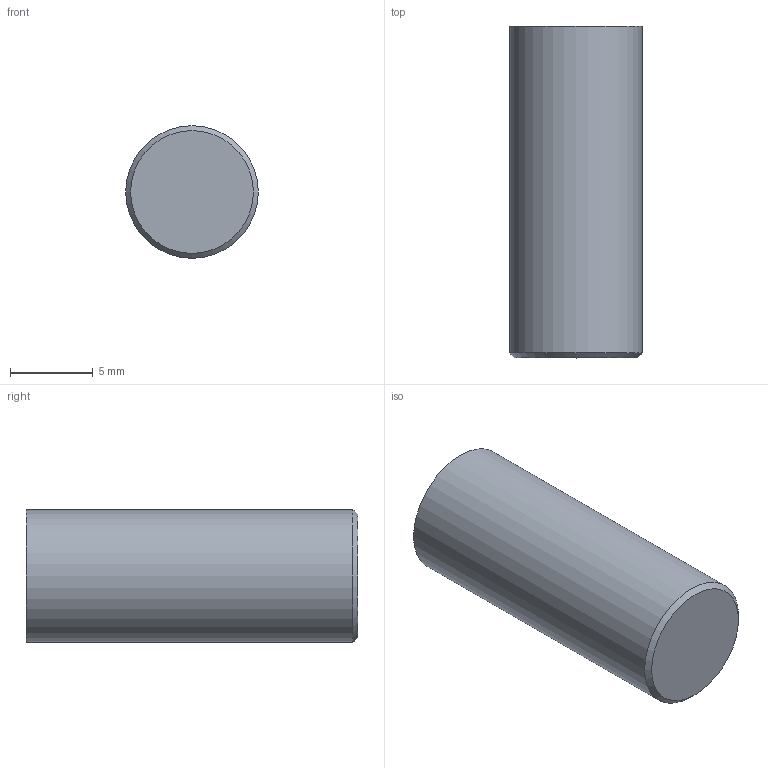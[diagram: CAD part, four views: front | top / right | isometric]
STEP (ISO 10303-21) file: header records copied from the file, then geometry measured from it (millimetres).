
FILE_DESCRIPTION(/* description */ (''),/* implementation_level */ '2;1');
FILE_NAME(/* name */ 'GM17302 -.stp',/* time_stamp */ '2019-09-30T11:13:35+02:00',/* author */ ('PV'),/* organization */ (''),/* preprocessor_version */ 'ST-DEVELOPER v17.2',/* originating_system */ 'Autodesk Inventor 2019',/* authorisation */ '');
FILE_SCHEMA (('AUTOMOTIVE_DESIGN { 1 0 10303 214 3 1 1 }'));
Length unit declared in the file: millimetre
Products named in the file (5): GM17302; E0121779; E0121778; E0121777; E0121780
Assembly tree (5 placements, depth 2):
  GM17302
    E0121779
    E0121778
    E0121777  x2
    E0121780
Bounding box: 8 x 20 x 8 mm (x, y, z)
Volume: 1003.2 mm3; surface area: 1670.4 mm2
Topology: 5 solids, 5 shells, 62 faces, 154 edges, 104 vertices
Faces by surface type: plane 38, bspline 16, cylinder 7, cone 1
Full cylindrical faces by diameter (mm): 6.8 x2, 8 x1
Entity records: 2127 total; most frequent: CARTESIAN_POINT 572, ORIENTED_EDGE 296, DIRECTION 238, EDGE_CURVE 148, VERTEX_POINT 100, LINE 98, VECTOR 98, AXIS2_PLACEMENT_3D 70
